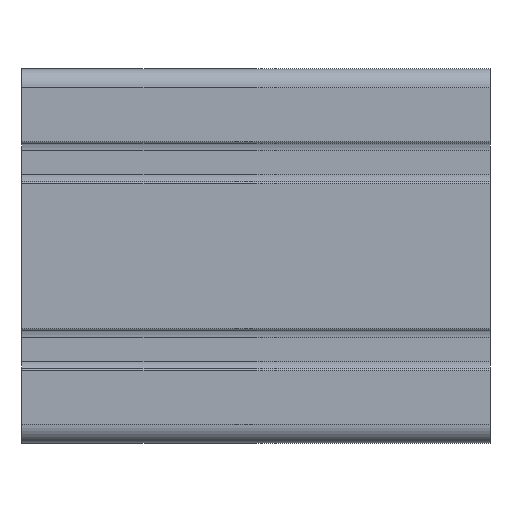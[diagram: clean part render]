
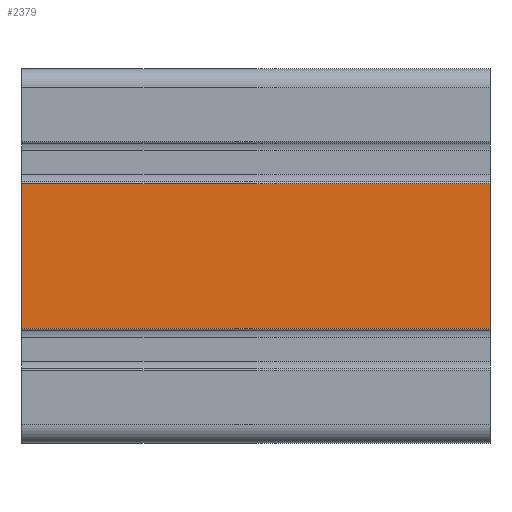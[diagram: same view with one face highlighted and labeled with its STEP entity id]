
A CAD part, front view. The second image highlights one B-rep face of the part: STEP entity #2379.
In plain terms, the highlighted planar face has unit normal (0, -1, 0).
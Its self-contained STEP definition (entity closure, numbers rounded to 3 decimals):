
#139 = DIRECTION ( 'NONE',  ( 0., 1., 0. ) ) ;
#166 = VECTOR ( 'NONE', #837, 1000. ) ;
#209 = CARTESIAN_POINT ( 'NONE',  ( 59.184, -5.102, -15.45 ) ) ;
#837 = DIRECTION ( 'NONE',  ( 0., 0., -1. ) ) ;
#1026 = EDGE_CURVE ( 'NONE', #6283, #1725, #5707, .T. ) ;
#1032 = ORIENTED_EDGE ( 'NONE', *, *, #1026, .F. ) ;
#1457 = CARTESIAN_POINT ( 'NONE',  ( 59.184, -5.102, 15.45 ) ) ;
#1647 = EDGE_LOOP ( 'NONE', ( #8599, #1032, #6817, #1904 ) ) ;
#1725 = VERTEX_POINT ( 'NONE', #6683 ) ;
#1788 = LINE ( 'NONE', #1457, #5304 ) ;
#1904 = ORIENTED_EDGE ( 'NONE', *, *, #8301, .T. ) ;
#1953 = CARTESIAN_POINT ( 'NONE',  ( 59.184, -5.102, 15.45 ) ) ;
#2379 = ADVANCED_FACE ( 'NONE', ( #8030 ), #4935, .F. ) ;
#2728 = LINE ( 'NONE', #5550, #5730 ) ;
#2988 = DIRECTION ( 'NONE',  ( -1., 0., 0. ) ) ;
#3649 = VERTEX_POINT ( 'NONE', #1953 ) ;
#4641 = VECTOR ( 'NONE', #2988, 1000. ) ;
#4837 = DIRECTION ( 'NONE',  ( 0., 0., 1. ) ) ;
#4868 = CARTESIAN_POINT ( 'NONE',  ( 59.184, -5.102, 15.45 ) ) ;
#4890 = VERTEX_POINT ( 'NONE', #8228 ) ;
#4935 = PLANE ( 'NONE',  #5863 ) ;
#5034 = CARTESIAN_POINT ( 'NONE',  ( -40.816, -5.102, 15.45 ) ) ;
#5304 = VECTOR ( 'NONE', #5652, 1000. ) ;
#5550 = CARTESIAN_POINT ( 'NONE',  ( 59.184, -5.102, 15.45 ) ) ;
#5652 = DIRECTION ( 'NONE',  ( -1., 0., 0. ) ) ;
#5707 = LINE ( 'NONE', #209, #4641 ) ;
#5730 = VECTOR ( 'NONE', #7571, 1000. ) ;
#5863 = AXIS2_PLACEMENT_3D ( 'NONE', #4868, #139, #4837 ) ;
#6199 = EDGE_CURVE ( 'NONE', #3649, #6283, #2728, .T. ) ;
#6283 = VERTEX_POINT ( 'NONE', #8049 ) ;
#6683 = CARTESIAN_POINT ( 'NONE',  ( -40.816, -5.102, -15.45 ) ) ;
#6817 = ORIENTED_EDGE ( 'NONE', *, *, #6199, .F. ) ;
#7495 = EDGE_CURVE ( 'NONE', #4890, #1725, #7891, .T. ) ;
#7571 = DIRECTION ( 'NONE',  ( 0., 0., -1. ) ) ;
#7891 = LINE ( 'NONE', #5034, #166 ) ;
#8030 = FACE_OUTER_BOUND ( 'NONE', #1647, .T. ) ;
#8049 = CARTESIAN_POINT ( 'NONE',  ( 59.184, -5.102, -15.45 ) ) ;
#8228 = CARTESIAN_POINT ( 'NONE',  ( -40.816, -5.102, 15.45 ) ) ;
#8301 = EDGE_CURVE ( 'NONE', #3649, #4890, #1788, .T. ) ;
#8599 = ORIENTED_EDGE ( 'NONE', *, *, #7495, .T. ) ;
